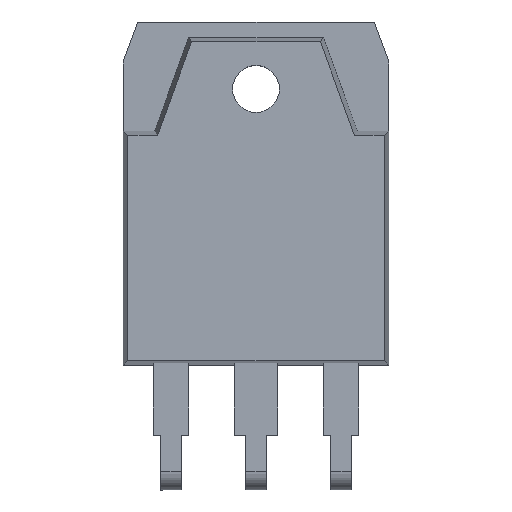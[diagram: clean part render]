
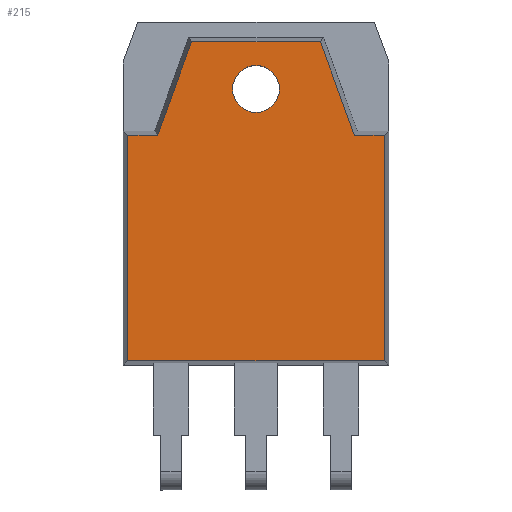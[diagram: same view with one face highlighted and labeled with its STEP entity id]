
A CAD part, top view. The second image highlights one B-rep face of the part: STEP entity #215.
In plain terms, the highlighted planar face has unit normal (0, 0, 1).
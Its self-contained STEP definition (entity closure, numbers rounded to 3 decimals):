
#215=ADVANCED_FACE('',(#996,#998),#1000,.F.);
#996=FACE_BOUND('',#997,.T.);
#997=EDGE_LOOP('',(#1602,#1603,#1604,#1605,#1606,#1607,#1608,#1609));
#998=FACE_BOUND('',#999,.T.);
#999=EDGE_LOOP('',(#1610));
#1000=PLANE('',#1001);
#1001=AXIS2_PLACEMENT_3D('',#1002,#1003,#1004);
#1002=CARTESIAN_POINT('',(0.,0.,5.3));
#1003=DIRECTION('',(0.,0.,-1.));
#1004=DIRECTION('',(1.,0.,0.));
#1602=ORIENTED_EDGE('',*,*,#1976,.F.);
#1603=ORIENTED_EDGE('',*,*,#1977,.F.);
#1604=ORIENTED_EDGE('',*,*,#1978,.F.);
#1605=ORIENTED_EDGE('',*,*,#1979,.F.);
#1606=ORIENTED_EDGE('',*,*,#1980,.F.);
#1607=ORIENTED_EDGE('',*,*,#1981,.F.);
#1608=ORIENTED_EDGE('',*,*,#1982,.F.);
#1609=ORIENTED_EDGE('',*,*,#1983,.F.);
#1610=ORIENTED_EDGE('',*,*,#1984,.T.);
#1976=EDGE_CURVE('',#2201,#2202,#2203,.T.);
#1977=EDGE_CURVE('',#2204,#2201,#2205,.T.);
#1978=EDGE_CURVE('',#2206,#2204,#2207,.T.);
#1979=EDGE_CURVE('',#2208,#2206,#2209,.T.);
#1980=EDGE_CURVE('',#2210,#2208,#2211,.T.);
#1981=EDGE_CURVE('',#2212,#2210,#2213,.T.);
#1982=EDGE_CURVE('',#2214,#2212,#2215,.T.);
#1983=EDGE_CURVE('',#2202,#2214,#2216,.T.);
#1984=EDGE_CURVE('',#2217,#2217,#2218,.T.);
#2201=VERTEX_POINT('',#2598);
#2202=VERTEX_POINT('',#2599);
#2203=LINE('',#2600,#2601);
#2204=VERTEX_POINT('',#2603);
#2205=LINE('',#2604,#2605);
#2206=VERTEX_POINT('',#2607);
#2207=LINE('',#2608,#2609);
#2208=VERTEX_POINT('',#2611);
#2209=LINE('',#2612,#2613);
#2210=VERTEX_POINT('',#2615);
#2211=LINE('',#2616,#2617);
#2212=VERTEX_POINT('',#2619);
#2213=LINE('',#2620,#2621);
#2214=VERTEX_POINT('',#2623);
#2215=LINE('',#2624,#2625);
#2216=LINE('',#2627,#2628);
#2217=VERTEX_POINT('',#2630);
#2218=CIRCLE('',#2631,1.5);
#2598=CARTESIAN_POINT('',(8.229,22.429,5.3));
#2599=CARTESIAN_POINT('',(8.229,7.971,5.3));
#2600=CARTESIAN_POINT('',(8.229,22.429,5.3));
#2601=VECTOR('',#2602,1.);
#2602=DIRECTION('',(0.,-1.,0.));
#2603=CARTESIAN_POINT('',(6.31,22.429,5.3));
#2604=CARTESIAN_POINT('',(6.31,22.429,5.3));
#2605=VECTOR('',#2606,1.);
#2606=DIRECTION('',(1.,0.,0.));
#2607=CARTESIAN_POINT('',(4.129,28.421,5.3));
#2608=CARTESIAN_POINT('',(4.129,28.421,5.3));
#2609=VECTOR('',#2610,1.);
#2610=DIRECTION('',(0.342,-0.94,0.));
#2611=CARTESIAN_POINT('',(-4.129,28.421,5.3));
#2612=CARTESIAN_POINT('',(-4.129,28.421,5.3));
#2613=VECTOR('',#2614,1.);
#2614=DIRECTION('',(1.,0.,0.));
#2615=CARTESIAN_POINT('',(-6.31,22.429,5.3));
#2616=CARTESIAN_POINT('',(-6.31,22.429,5.3));
#2617=VECTOR('',#2618,1.);
#2618=DIRECTION('',(0.342,0.94,0.));
#2619=CARTESIAN_POINT('',(-8.229,22.429,5.3));
#2620=CARTESIAN_POINT('',(-8.229,22.429,5.3));
#2621=VECTOR('',#2622,1.);
#2622=DIRECTION('',(1.,0.,0.));
#2623=CARTESIAN_POINT('',(-8.229,7.971,5.3));
#2624=CARTESIAN_POINT('',(-8.229,7.971,5.3));
#2625=VECTOR('',#2626,1.);
#2626=DIRECTION('',(0.,1.,0.));
#2627=CARTESIAN_POINT('',(8.229,7.971,5.3));
#2628=VECTOR('',#2629,1.);
#2629=DIRECTION('',(-1.,0.,0.));
#2630=CARTESIAN_POINT('',(1.5,25.4,5.3));
#2631=AXIS2_PLACEMENT_3D('',#2632,#2633,#2634);
#2632=CARTESIAN_POINT('',(0.,25.4,5.3));
#2633=DIRECTION('',(0.,0.,-1.));
#2634=DIRECTION('',(1.,0.,0.));
